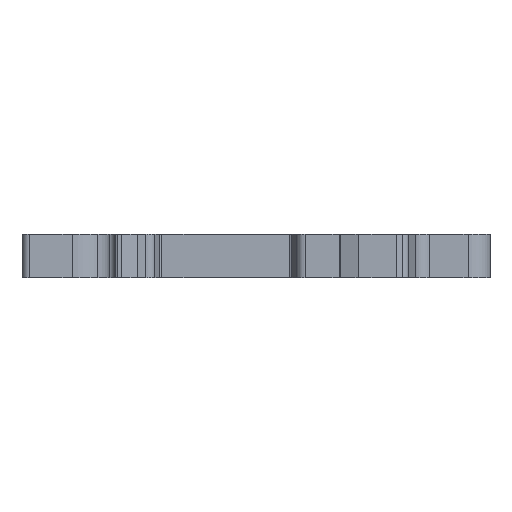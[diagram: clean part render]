
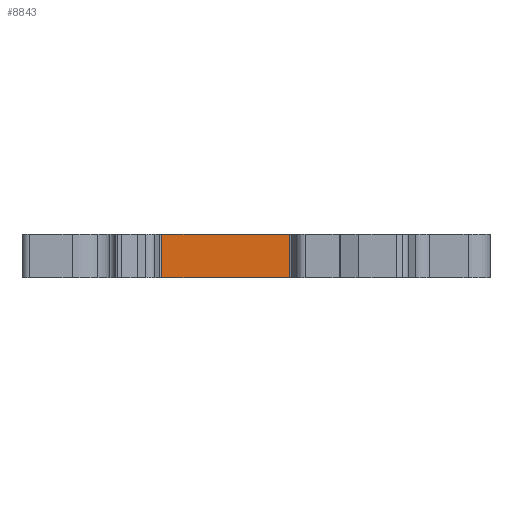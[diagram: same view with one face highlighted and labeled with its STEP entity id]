
A CAD part, front view. The second image highlights one B-rep face of the part: STEP entity #8843.
In plain terms, the highlighted planar face has unit normal (0, -1, 0).
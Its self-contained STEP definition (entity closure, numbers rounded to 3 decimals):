
#31 = DIRECTION ( 'NONE',  ( -1., 0., 0. ) ) ;
#61 = CARTESIAN_POINT ( 'NONE',  ( 192.208, 134.025, 6. ) ) ;
#64 = ORIENTED_EDGE ( 'NONE', *, *, #9668, .F. ) ;
#138 = CARTESIAN_POINT ( 'NONE',  ( 209.7, 134.025, 0. ) ) ;
#178 = CARTESIAN_POINT ( 'NONE',  ( 209.7, 134.025, 6. ) ) ;
#283 = CARTESIAN_POINT ( 'NONE',  ( 192.208, 134.025, 0. ) ) ;
#1013 = CARTESIAN_POINT ( 'NONE',  ( 192.208, 134.025, 6. ) ) ;
#1295 = CARTESIAN_POINT ( 'NONE',  ( 192.208, 134.025, 0. ) ) ;
#1642 = EDGE_CURVE ( 'NONE', #3723, #4859, #3373, .T. ) ;
#1732 = EDGE_LOOP ( 'NONE', ( #5083, #5078, #64, #4732 ) ) ;
#2414 = VERTEX_POINT ( 'NONE', #1013 ) ;
#2729 = EDGE_CURVE ( 'NONE', #2414, #7501, #3880, .T. ) ;
#3296 = EDGE_CURVE ( 'NONE', #7501, #4859, #9312, .T. ) ;
#3373 = LINE ( 'NONE', #4683, #4834 ) ;
#3723 = VERTEX_POINT ( 'NONE', #178 ) ;
#3880 = LINE ( 'NONE', #6179, #7033 ) ;
#4428 = DIRECTION ( 'NONE',  ( 1., 0., 0. ) ) ;
#4456 = DIRECTION ( 'NONE',  ( 0., 1., 0. ) ) ;
#4683 = CARTESIAN_POINT ( 'NONE',  ( 209.7, 134.025, 6. ) ) ;
#4732 = ORIENTED_EDGE ( 'NONE', *, *, #2729, .T. ) ;
#4834 = VECTOR ( 'NONE', #7279, 1000. ) ;
#4859 = VERTEX_POINT ( 'NONE', #138 ) ;
#4924 = FACE_OUTER_BOUND ( 'NONE', #1732, .T. ) ;
#5078 = ORIENTED_EDGE ( 'NONE', *, *, #1642, .F. ) ;
#5083 = ORIENTED_EDGE ( 'NONE', *, *, #3296, .T. ) ;
#5944 = AXIS2_PLACEMENT_3D ( 'NONE', #9059, #4456, #31 ) ;
#6107 = DIRECTION ( 'NONE',  ( 0., 0., -1. ) ) ;
#6179 = CARTESIAN_POINT ( 'NONE',  ( 192.208, 134.025, 6. ) ) ;
#7033 = VECTOR ( 'NONE', #6107, 1000. ) ;
#7201 = VECTOR ( 'NONE', #8317, 1000. ) ;
#7279 = DIRECTION ( 'NONE',  ( 0., 0., -1. ) ) ;
#7283 = LINE ( 'NONE', #61, #7201 ) ;
#7501 = VERTEX_POINT ( 'NONE', #283 ) ;
#7504 = PLANE ( 'NONE',  #5944 ) ;
#7745 = VECTOR ( 'NONE', #4428, 1000. ) ;
#8317 = DIRECTION ( 'NONE',  ( 1., 0., 0. ) ) ;
#8843 = ADVANCED_FACE ( 'NONE', ( #4924 ), #7504, .F. ) ;
#9059 = CARTESIAN_POINT ( 'NONE',  ( 192.208, 134.025, 6. ) ) ;
#9312 = LINE ( 'NONE', #1295, #7745 ) ;
#9668 = EDGE_CURVE ( 'NONE', #2414, #3723, #7283, .T. ) ;
